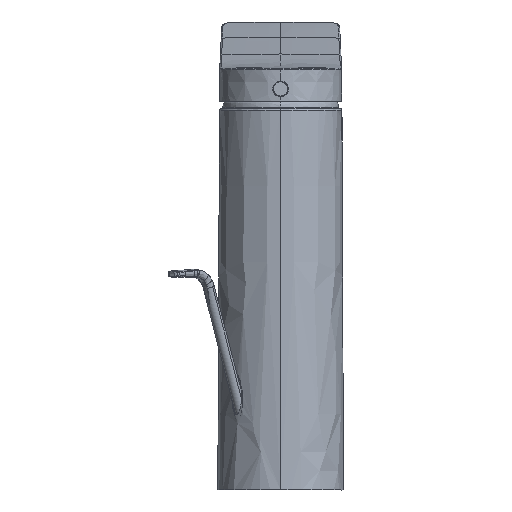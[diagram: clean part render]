
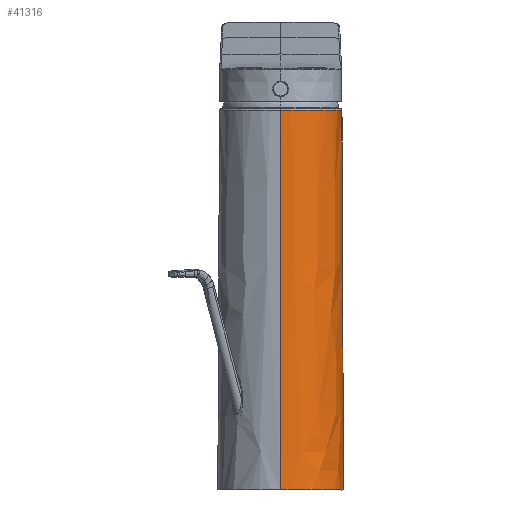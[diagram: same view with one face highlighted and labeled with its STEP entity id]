
A CAD part, left-side view. The second image highlights one B-rep face of the part: STEP entity #41316.
In plain terms, the highlighted free-form (B-spline) face has degree [7, 5] with [8, 6] control points.
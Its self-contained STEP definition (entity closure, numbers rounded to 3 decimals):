
#36256=CARTESIAN_POINT(' ',(-21.991,0.,136.48));
#36257=VERTEX_POINT(' ',#36256);
#36271=CARTESIAN_POINT(' ',(0.,0.,136.48));
#36276=DIRECTION(' ',(0.,0.,-1.));
#36281=DIRECTION(' ',(-0.066,-0.998,0.));
#36286=AXIS2_PLACEMENT_3D(' ',#36271,#36276,#36281);
#36291=CIRCLE('',#36286,21.991);
#36296=CARTESIAN_POINT(' ',(-1.448,-21.943,136.48));
#36297=VERTEX_POINT(' ',#36296);
#36301=EDGE_CURVE(' ',#36297,#36257,#36291,.T.);
#40811=CARTESIAN_POINT(' ',(-22.65,0.,0.));
#40816=CARTESIAN_POINT(' ',(-22.518,0.,27.296));
#40821=CARTESIAN_POINT(' ',(-22.386,0.,54.592));
#40826=CARTESIAN_POINT(' ',(-22.255,0.,81.888));
#40831=CARTESIAN_POINT(' ',(-22.123,0.,109.184));
#40836=CARTESIAN_POINT(' ',(-21.991,0.,136.48));
#40841=CARTESIAN_POINT(' ',(-22.65,-4.9,0.));
#40846=CARTESIAN_POINT(' ',(-22.518,-4.872,27.296));
#40851=CARTESIAN_POINT(' ',(-22.386,-4.843,54.592));
#40856=CARTESIAN_POINT(' ',(-22.255,-4.815,81.888));
#40861=CARTESIAN_POINT(' ',(-22.123,-4.786,109.184));
#40866=CARTESIAN_POINT(' ',(-21.991,-4.758,136.48));
#40871=CARTESIAN_POINT(' ',(-21.413,-9.772,0.));
#40876=CARTESIAN_POINT(' ',(-21.288,-9.715,27.296));
#40881=CARTESIAN_POINT(' ',(-21.164,-9.658,54.592));
#40886=CARTESIAN_POINT(' ',(-21.039,-9.601,81.888));
#40891=CARTESIAN_POINT(' ',(-20.915,-9.545,109.184));
#40896=CARTESIAN_POINT(' ',(-20.79,-9.488,136.48));
#40901=CARTESIAN_POINT(' ',(-18.966,-14.251,0.));
#40906=CARTESIAN_POINT(' ',(-18.855,-14.169,27.296));
#40911=CARTESIAN_POINT(' ',(-18.745,-14.086,54.592));
#40916=CARTESIAN_POINT(' ',(-18.635,-14.003,81.888));
#40921=CARTESIAN_POINT(' ',(-18.524,-13.92,109.184));
#40926=CARTESIAN_POINT(' ',(-18.414,-13.837,136.48));
#40931=CARTESIAN_POINT(' ',(-15.457,-17.995,0.));
#40936=CARTESIAN_POINT(' ',(-15.368,-17.891,27.296));
#40941=CARTESIAN_POINT(' ',(-15.278,-17.786,54.592));
#40946=CARTESIAN_POINT(' ',(-15.188,-17.681,81.888));
#40951=CARTESIAN_POINT(' ',(-15.098,-17.577,109.184));
#40956=CARTESIAN_POINT(' ',(-15.008,-17.472,136.48));
#40961=CARTESIAN_POINT(' ',(-11.149,-20.727,0.));
#40966=CARTESIAN_POINT(' ',(-11.084,-20.607,27.296));
#40971=CARTESIAN_POINT(' ',(-11.019,-20.486,54.592));
#40976=CARTESIAN_POINT(' ',(-10.955,-20.366,81.888));
#40981=CARTESIAN_POINT(' ',(-10.89,-20.245,109.184));
#40986=CARTESIAN_POINT(' ',(-10.825,-20.125,136.48));
#40991=CARTESIAN_POINT(' ',(-6.374,-22.279,0.));
#40996=CARTESIAN_POINT(' ',(-6.337,-22.149,27.296));
#41001=CARTESIAN_POINT(' ',(-6.3,-22.019,54.592));
#41006=CARTESIAN_POINT(' ',(-6.263,-21.89,81.888));
#41011=CARTESIAN_POINT(' ',(-6.226,-21.76,109.184));
#41016=CARTESIAN_POINT(' ',(-6.189,-21.631,136.48));
#41021=CARTESIAN_POINT(' ',(-1.492,-22.601,0.));
#41026=CARTESIAN_POINT(' ',(-1.483,-22.469,27.296));
#41031=CARTESIAN_POINT(' ',(-1.474,-22.338,54.592));
#41036=CARTESIAN_POINT(' ',(-1.466,-22.206,81.888));
#41041=CARTESIAN_POINT(' ',(-1.457,-22.075,109.184));
#41046=CARTESIAN_POINT(' ',(-1.448,-21.943,136.48));
#41051=B_SPLINE_SURFACE_WITH_KNOTS(' ',7,5,((#40811,#40816,#40821,#40826,#40831,#40836),(#40841,#40846,#40851,#40856,#40861,#40866),(#40871,#40876,#40881,#40886,#40891,#40896),(#40901,#40906,#40911,#40916,#40921,#40926),(#40931,#40936,#40941,#40946,#40951,#40956),(#40961,#40966,#40971,#40976,#40981,#40986),(#40991,#40996,#41001,#41006,#41011,#41016),(#41021,#41026,#41031,#41036,#41041,#41046)),.UNSPECIFIED.,.F.,.F.,.U.,(8,8),(6,6),(0.,34.664),(0.,136.482),.UNSPECIFIED.);
#41056=CARTESIAN_POINT(' ',(-22.65,0.,0.));
#41061=DIRECTION(' ',(0.005,0.,1.));
#41066=VECTOR(' ',#41061,1.);
#41071=LINE('',#41056,#41066);
#41076=CARTESIAN_POINT(' ',(-22.65,0.,0.));
#41077=VERTEX_POINT(' ',#41076);
#41081=EDGE_CURVE(' ',#41077,#36257,#41071,.T.);
#41086=ORIENTED_EDGE(' ',*,*,#41081,.F.);
#41091=CARTESIAN_POINT(' ',(0.,0.,0.));
#41096=DIRECTION(' ',(0.,0.,-1.));
#41101=DIRECTION(' ',(-0.066,-0.998,0.));
#41106=AXIS2_PLACEMENT_3D(' ',#41091,#41096,#41101);
#41111=CIRCLE('',#41106,22.65);
#41116=CARTESIAN_POINT(' ',(-1.492,-22.601,0.));
#41117=VERTEX_POINT(' ',#41116);
#41121=EDGE_CURVE(' ',#41117,#41077,#41111,.T.);
#41126=ORIENTED_EDGE(' ',*,*,#41121,.F.);
#41131=CARTESIAN_POINT(' ',(-1.467,-22.234,76.167));
#41136=DIRECTION(' ',(0.,-0.005,-1.));
#41141=VECTOR(' ',#41136,1.);
#41146=LINE('',#41131,#41141);
#41151=CARTESIAN_POINT(' ',(-1.467,-22.234,76.167));
#41152=VERTEX_POINT(' ',#41151);
#41156=EDGE_CURVE(' ',#41152,#41117,#41146,.T.);
#41161=ORIENTED_EDGE(' ',*,*,#41156,.F.);
#41166=CARTESIAN_POINT(' ',(-1.467,-22.23,77.025));
#41171=DIRECTION(' ',(0.,-0.005,-1.));
#41176=VECTOR(' ',#41171,1.);
#41181=LINE('',#41166,#41176);
#41186=CARTESIAN_POINT(' ',(-1.467,-22.23,77.025));
#41187=VERTEX_POINT(' ',#41186);
#41191=EDGE_CURVE(' ',#41187,#41152,#41181,.T.);
#41196=ORIENTED_EDGE(' ',*,*,#41191,.F.);
#41201=CARTESIAN_POINT(' ',(-1.449,-21.958,133.428));
#41206=DIRECTION(' ',(0.,-0.005,-1.));
#41211=VECTOR(' ',#41206,1.);
#41216=LINE('',#41201,#41211);
#41221=CARTESIAN_POINT(' ',(-1.449,-21.958,133.428));
#41222=VERTEX_POINT(' ',#41221);
#41226=EDGE_CURVE(' ',#41222,#41187,#41216,.T.);
#41231=ORIENTED_EDGE(' ',*,*,#41226,.F.);
#41236=CARTESIAN_POINT(' ',(-1.449,-21.953,134.528));
#41241=DIRECTION(' ',(0.,-0.005,-1.));
#41246=VECTOR(' ',#41241,1.);
#41251=LINE('',#41236,#41246);
#41256=CARTESIAN_POINT(' ',(-1.449,-21.953,134.528));
#41257=VERTEX_POINT(' ',#41256);
#41261=EDGE_CURVE(' ',#41257,#41222,#41251,.T.);
#41266=ORIENTED_EDGE(' ',*,*,#41261,.F.);
#41271=CARTESIAN_POINT(' ',(-1.448,-21.943,136.48));
#41276=DIRECTION(' ',(0.,-0.005,-1.));
#41281=VECTOR(' ',#41276,1.);
#41286=LINE('',#41271,#41281);
#41291=EDGE_CURVE(' ',#36297,#41257,#41286,.T.);
#41296=ORIENTED_EDGE(' ',*,*,#41291,.F.);
#41301=ORIENTED_EDGE(' ',*,*,#36301,.T.);
#41306=EDGE_LOOP(' ',(#41086,#41126,#41161,#41196,#41231,#41266,#41296,#41301));
#41311=FACE_OUTER_BOUND(' ',#41306,.T.);
#41316=ADVANCED_FACE('',(#41311),#41051,.T.);
